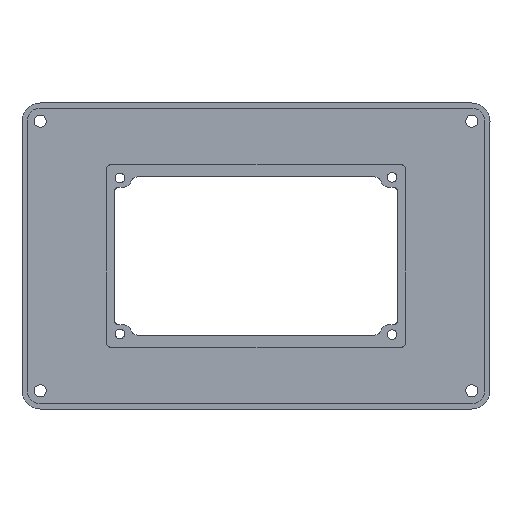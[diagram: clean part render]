
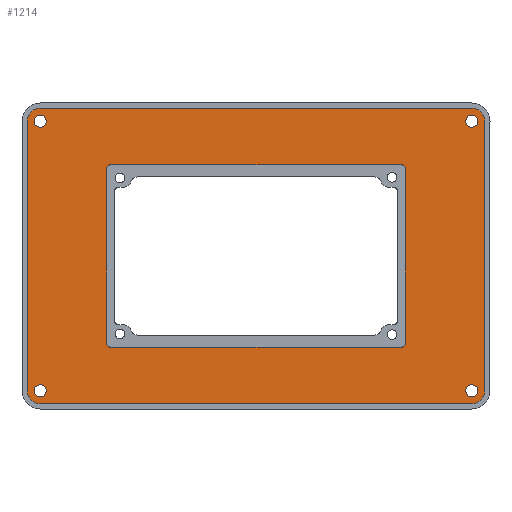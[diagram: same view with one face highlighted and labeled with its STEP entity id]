
A CAD part, top view. The second image highlights one B-rep face of the part: STEP entity #1214.
In plain terms, the highlighted planar face has unit normal (0, 0, 1).
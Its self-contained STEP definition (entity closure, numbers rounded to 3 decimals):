
#30=FACE_BOUND('',#282,.T.);
#31=FACE_BOUND('',#283,.T.);
#32=FACE_BOUND('',#284,.T.);
#33=FACE_BOUND('',#285,.T.);
#34=FACE_BOUND('',#286,.T.);
#97=CIRCLE('',#1273,1.5);
#99=CIRCLE('',#1277,1.5);
#101=CIRCLE('',#1281,1.5);
#103=CIRCLE('',#1285,1.5);
#127=CIRCLE('',#1341,2.3);
#128=CIRCLE('',#1343,2.3);
#129=CIRCLE('',#1345,2.3);
#130=CIRCLE('',#1347,2.3);
#131=CIRCLE('',#1350,4.9);
#132=CIRCLE('',#1353,4.9);
#133=CIRCLE('',#1356,4.9);
#134=CIRCLE('',#1359,4.9);
#202=FACE_OUTER_BOUND('',#281,.T.);
#281=EDGE_LOOP('',(#1103,#1104,#1105,#1106,#1107,#1108,#1109,#1110));
#282=EDGE_LOOP('',(#1111,#1112,#1113,#1114,#1115,#1116,#1117,#1118));
#283=EDGE_LOOP('',(#1119));
#284=EDGE_LOOP('',(#1120));
#285=EDGE_LOOP('',(#1121));
#286=EDGE_LOOP('',(#1122));
#320=LINE('',#1866,#424);
#324=LINE('',#1878,#428);
#328=LINE('',#1890,#432);
#332=LINE('',#1901,#436);
#380=LINE('',#2051,#484);
#383=LINE('',#2059,#487);
#386=LINE('',#2067,#490);
#389=LINE('',#2075,#493);
#424=VECTOR('',#1490,10.);
#428=VECTOR('',#1502,10.);
#432=VECTOR('',#1514,10.);
#436=VECTOR('',#1526,10.);
#484=VECTOR('',#1696,10.);
#487=VECTOR('',#1705,10.);
#490=VECTOR('',#1714,10.);
#493=VECTOR('',#1723,10.);
#544=VERTEX_POINT('',#1856);
#545=VERTEX_POINT('',#1857);
#548=VERTEX_POINT('',#1865);
#550=VERTEX_POINT('',#1871);
#552=VERTEX_POINT('',#1877);
#554=VERTEX_POINT('',#1883);
#556=VERTEX_POINT('',#1889);
#558=VERTEX_POINT('',#1895);
#595=VERTEX_POINT('',#2032);
#596=VERTEX_POINT('',#2036);
#597=VERTEX_POINT('',#2040);
#598=VERTEX_POINT('',#2044);
#599=VERTEX_POINT('',#2048);
#600=VERTEX_POINT('',#2050);
#601=VERTEX_POINT('',#2054);
#602=VERTEX_POINT('',#2058);
#603=VERTEX_POINT('',#2062);
#604=VERTEX_POINT('',#2066);
#605=VERTEX_POINT('',#2070);
#606=VERTEX_POINT('',#2074);
#668=EDGE_CURVE('',#544,#545,#97,.T.);
#672=EDGE_CURVE('',#548,#544,#320,.T.);
#675=EDGE_CURVE('',#550,#548,#99,.T.);
#678=EDGE_CURVE('',#552,#550,#324,.T.);
#681=EDGE_CURVE('',#554,#552,#101,.T.);
#684=EDGE_CURVE('',#556,#554,#328,.T.);
#687=EDGE_CURVE('',#558,#556,#103,.T.);
#690=EDGE_CURVE('',#545,#558,#332,.T.);
#756=EDGE_CURVE('',#595,#595,#127,.T.);
#758=EDGE_CURVE('',#596,#596,#128,.T.);
#760=EDGE_CURVE('',#597,#597,#129,.T.);
#762=EDGE_CURVE('',#598,#598,#130,.T.);
#764=EDGE_CURVE('',#600,#599,#380,.T.);
#766=EDGE_CURVE('',#601,#600,#131,.T.);
#768=EDGE_CURVE('',#602,#601,#383,.T.);
#770=EDGE_CURVE('',#603,#602,#132,.T.);
#772=EDGE_CURVE('',#604,#603,#386,.T.);
#774=EDGE_CURVE('',#605,#604,#133,.T.);
#776=EDGE_CURVE('',#606,#605,#389,.T.);
#778=EDGE_CURVE('',#599,#606,#134,.T.);
#1103=ORIENTED_EDGE('',*,*,#772,.T.);
#1104=ORIENTED_EDGE('',*,*,#770,.T.);
#1105=ORIENTED_EDGE('',*,*,#768,.T.);
#1106=ORIENTED_EDGE('',*,*,#766,.T.);
#1107=ORIENTED_EDGE('',*,*,#764,.T.);
#1108=ORIENTED_EDGE('',*,*,#778,.T.);
#1109=ORIENTED_EDGE('',*,*,#776,.T.);
#1110=ORIENTED_EDGE('',*,*,#774,.T.);
#1111=ORIENTED_EDGE('',*,*,#668,.T.);
#1112=ORIENTED_EDGE('',*,*,#690,.T.);
#1113=ORIENTED_EDGE('',*,*,#687,.T.);
#1114=ORIENTED_EDGE('',*,*,#684,.T.);
#1115=ORIENTED_EDGE('',*,*,#681,.T.);
#1116=ORIENTED_EDGE('',*,*,#678,.T.);
#1117=ORIENTED_EDGE('',*,*,#675,.T.);
#1118=ORIENTED_EDGE('',*,*,#672,.T.);
#1119=ORIENTED_EDGE('',*,*,#760,.T.);
#1120=ORIENTED_EDGE('',*,*,#756,.T.);
#1121=ORIENTED_EDGE('',*,*,#762,.T.);
#1122=ORIENTED_EDGE('',*,*,#758,.T.);
#1150=PLANE('',#1360);
#1214=ADVANCED_FACE('',(#202,#30,#31,#32,#33,#34),#1150,.T.);
#1273=AXIS2_PLACEMENT_3D('',#1858,#1482,#1483);
#1277=AXIS2_PLACEMENT_3D('',#1872,#1495,#1496);
#1281=AXIS2_PLACEMENT_3D('',#1884,#1507,#1508);
#1285=AXIS2_PLACEMENT_3D('',#1896,#1519,#1520);
#1341=AXIS2_PLACEMENT_3D('',#2034,#1676,#1677);
#1343=AXIS2_PLACEMENT_3D('',#2038,#1681,#1682);
#1345=AXIS2_PLACEMENT_3D('',#2042,#1686,#1687);
#1347=AXIS2_PLACEMENT_3D('',#2046,#1691,#1692);
#1350=AXIS2_PLACEMENT_3D('',#2055,#1700,#1701);
#1353=AXIS2_PLACEMENT_3D('',#2063,#1709,#1710);
#1356=AXIS2_PLACEMENT_3D('',#2071,#1718,#1719);
#1359=AXIS2_PLACEMENT_3D('',#2078,#1727,#1728);
#1360=AXIS2_PLACEMENT_3D('',#2079,#1729,#1730);
#1482=DIRECTION('center_axis',(0.,0.,-1.));
#1483=DIRECTION('ref_axis',(0.,1.,0.));
#1490=DIRECTION('',(0.,1.,0.));
#1495=DIRECTION('center_axis',(0.,0.,-1.));
#1496=DIRECTION('ref_axis',(-1.,0.,0.));
#1502=DIRECTION('',(-1.,0.,0.));
#1507=DIRECTION('center_axis',(0.,0.,-1.));
#1508=DIRECTION('ref_axis',(0.,-1.,0.));
#1514=DIRECTION('',(0.,-1.,0.));
#1519=DIRECTION('center_axis',(0.,0.,-1.));
#1520=DIRECTION('ref_axis',(1.,0.,0.));
#1526=DIRECTION('',(1.,0.,0.));
#1676=DIRECTION('center_axis',(0.,0.,-1.));
#1677=DIRECTION('ref_axis',(1.,0.,0.));
#1681=DIRECTION('center_axis',(0.,0.,-1.));
#1682=DIRECTION('ref_axis',(1.,0.,0.));
#1686=DIRECTION('center_axis',(0.,0.,-1.));
#1687=DIRECTION('ref_axis',(1.,0.,0.));
#1691=DIRECTION('center_axis',(0.,0.,-1.));
#1692=DIRECTION('ref_axis',(1.,0.,0.));
#1696=DIRECTION('',(0.,1.,0.));
#1700=DIRECTION('center_axis',(0.,0.,1.));
#1701=DIRECTION('ref_axis',(1.,0.,0.));
#1705=DIRECTION('',(1.,0.,0.));
#1709=DIRECTION('center_axis',(0.,0.,1.));
#1710=DIRECTION('ref_axis',(1.,0.,0.));
#1714=DIRECTION('',(0.,-1.,0.));
#1718=DIRECTION('center_axis',(0.,0.,1.));
#1719=DIRECTION('ref_axis',(1.,0.,0.));
#1723=DIRECTION('',(-1.,0.,0.));
#1727=DIRECTION('center_axis',(0.,0.,1.));
#1728=DIRECTION('ref_axis',(1.,0.,0.));
#1729=DIRECTION('center_axis',(0.,0.,1.));
#1730=DIRECTION('ref_axis',(1.,0.,0.));
#1856=CARTESIAN_POINT('',(-56.5,33.007,3.));
#1857=CARTESIAN_POINT('',(-55.,34.507,3.));
#1858=CARTESIAN_POINT('Origin',(-55.,33.007,3.));
#1865=CARTESIAN_POINT('',(-56.5,-32.993,3.));
#1866=CARTESIAN_POINT('',(-56.5,9.004,3.));
#1871=CARTESIAN_POINT('',(-55.,-34.493,3.));
#1872=CARTESIAN_POINT('Origin',(-55.,-32.993,3.));
#1877=CARTESIAN_POINT('',(55.,-34.493,3.));
#1878=CARTESIAN_POINT('',(68.325,-34.493,3.));
#1883=CARTESIAN_POINT('',(56.5,-32.993,3.));
#1884=CARTESIAN_POINT('Origin',(55.,-32.993,3.));
#1889=CARTESIAN_POINT('',(56.5,33.007,3.));
#1890=CARTESIAN_POINT('',(56.5,42.004,3.));
#1895=CARTESIAN_POINT('',(55.,34.507,3.));
#1896=CARTESIAN_POINT('Origin',(55.,33.007,3.));
#1901=CARTESIAN_POINT('',(13.325,34.507,3.));
#2032=CARTESIAN_POINT('',(79.35,51.,3.));
#2034=CARTESIAN_POINT('Origin',(81.65,51.,3.));
#2036=CARTESIAN_POINT('',(-83.95,-51.,3.));
#2038=CARTESIAN_POINT('Origin',(-81.65,-51.,3.));
#2040=CARTESIAN_POINT('',(-83.95,51.,3.));
#2042=CARTESIAN_POINT('Origin',(-81.65,51.,3.));
#2044=CARTESIAN_POINT('',(79.35,-51.,3.));
#2046=CARTESIAN_POINT('Origin',(81.65,-51.,3.));
#2048=CARTESIAN_POINT('',(86.55,51.,3.));
#2050=CARTESIAN_POINT('',(86.55,-51.,3.));
#2051=CARTESIAN_POINT('',(86.55,51.,3.));
#2054=CARTESIAN_POINT('',(81.65,-55.9,3.));
#2055=CARTESIAN_POINT('Origin',(81.65,-51.,3.));
#2058=CARTESIAN_POINT('',(-81.65,-55.9,3.));
#2059=CARTESIAN_POINT('',(-81.65,-55.9,3.));
#2062=CARTESIAN_POINT('',(-86.55,-51.,3.));
#2063=CARTESIAN_POINT('Origin',(-81.65,-51.,3.));
#2066=CARTESIAN_POINT('',(-86.55,51.,3.));
#2067=CARTESIAN_POINT('',(-86.55,51.,3.));
#2070=CARTESIAN_POINT('',(-81.65,55.9,3.));
#2071=CARTESIAN_POINT('Origin',(-81.65,51.,3.));
#2074=CARTESIAN_POINT('',(81.65,55.9,3.));
#2075=CARTESIAN_POINT('',(-81.65,55.9,3.));
#2078=CARTESIAN_POINT('Origin',(81.65,51.,3.));
#2079=CARTESIAN_POINT('Origin',(81.65,51.,3.));
